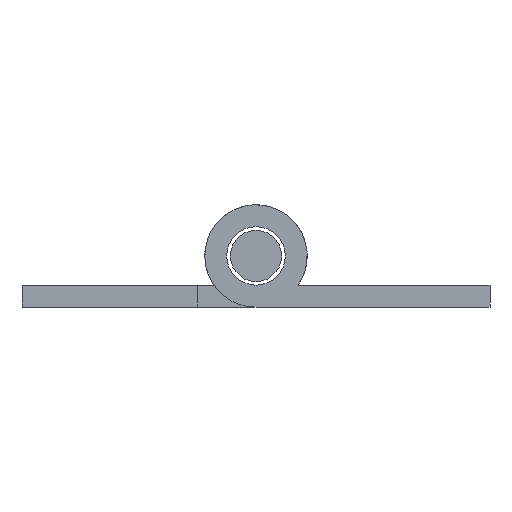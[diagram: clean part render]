
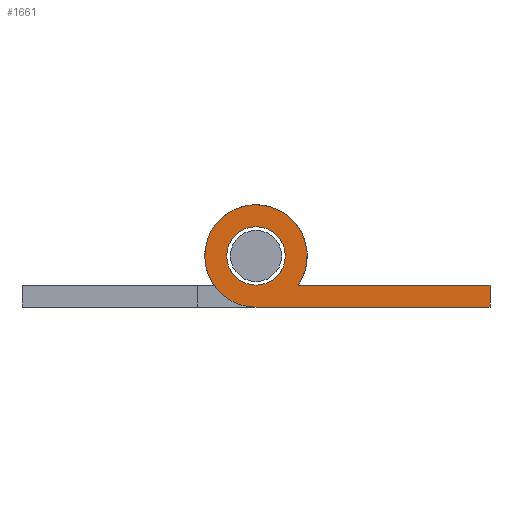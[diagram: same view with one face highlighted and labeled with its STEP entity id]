
A CAD part, front view. The second image highlights one B-rep face of the part: STEP entity #1661.
In plain terms, the highlighted planar face has unit normal (0, -1, 0).
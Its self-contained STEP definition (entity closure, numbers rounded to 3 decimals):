
#1315 = EDGE_CURVE ( 'NONE', #1321, #1323, #4387, .T. ) ;
#1321 = VERTEX_POINT ( 'NONE', #4373 ) ;
#1323 = VERTEX_POINT ( 'NONE', #4366 ) ;
#1603 = EDGE_CURVE ( 'NONE', #1604, #1605, #4908, .T. ) ;
#1604 = VERTEX_POINT ( 'NONE', #4966 ) ;
#1605 = VERTEX_POINT ( 'NONE', #4965 ) ;
#1646 = ORIENTED_EDGE ( 'NONE', *, *, #1315, .T. ) ;
#1647 = ORIENTED_EDGE ( 'NONE', *, *, #1675, .T. ) ;
#1661 = ADVANCED_FACE ( 'NONE', ( #5064, #5063 ), #5062, .F. ) ;
#1662 = EDGE_LOOP ( 'NONE', ( #1663, #1723, #1725, #1726 ) ) ;
#1663 = ORIENTED_EDGE ( 'NONE', *, *, #1664, .F. ) ;
#1664 = EDGE_CURVE ( 'NONE', #1665, #1666, #5057, .T. ) ;
#1665 = VERTEX_POINT ( 'NONE', #5053 ) ;
#1666 = VERTEX_POINT ( 'NONE', #5052 ) ;
#1675 = EDGE_CURVE ( 'NONE', #1323, #1321, #5101, .T. ) ;
#1723 = ORIENTED_EDGE ( 'NONE', *, *, #1724, .F. ) ;
#1724 = EDGE_CURVE ( 'NONE', #1605, #1665, #5141, .T. ) ;
#1725 = ORIENTED_EDGE ( 'NONE', *, *, #1603, .F. ) ;
#1726 = ORIENTED_EDGE ( 'NONE', *, *, #1727, .F. ) ;
#1727 = EDGE_CURVE ( 'NONE', #1666, #1604, #5137, .T. ) ;
#1728 = EDGE_LOOP ( 'NONE', ( #1646, #1647 ) ) ;
#4366 = CARTESIAN_POINT ( 'NONE',  ( 0., -500., 2. ) ) ;
#4373 = CARTESIAN_POINT ( 'NONE',  ( 0., -500., -2. ) ) ;
#4383 = DIRECTION ( 'NONE',  ( 0., 0., 1. ) ) ;
#4384 = DIRECTION ( 'NONE',  ( 0., 1., 0. ) ) ;
#4385 = CARTESIAN_POINT ( 'NONE',  ( 0., -500., 0. ) ) ;
#4386 = AXIS2_PLACEMENT_3D ( 'NONE', #4385, #4384, #4383 ) ;
#4387 = CIRCLE ( 'NONE', #4386, 2. ) ;
#4907 = CARTESIAN_POINT ( 'NONE',  ( 0., -500., 0. ) ) ;
#4908 = CIRCLE ( 'NONE', #4969, 3.5 ) ;
#4965 = CARTESIAN_POINT ( 'NONE',  ( 2.872, -500., -2. ) ) ;
#4966 = CARTESIAN_POINT ( 'NONE',  ( 0., -500., -3.5 ) ) ;
#4967 = DIRECTION ( 'NONE',  ( 0., 0., 1. ) ) ;
#4968 = DIRECTION ( 'NONE',  ( 0., 1., 0. ) ) ;
#4969 = AXIS2_PLACEMENT_3D ( 'NONE', #4907, #4968, #4967 ) ;
#5052 = CARTESIAN_POINT ( 'NONE',  ( 16., -500., -3.5 ) ) ;
#5053 = CARTESIAN_POINT ( 'NONE',  ( 16., -500., -2. ) ) ;
#5054 = DIRECTION ( 'NONE',  ( 0., 0., -1. ) ) ;
#5055 = VECTOR ( 'NONE', #5054, 1000. ) ;
#5056 = CARTESIAN_POINT ( 'NONE',  ( 16., -500., -3.5 ) ) ;
#5057 = LINE ( 'NONE', #5056, #5055 ) ;
#5058 = DIRECTION ( 'NONE',  ( 0., 0., 1. ) ) ;
#5059 = DIRECTION ( 'NONE',  ( 0., 1., 0. ) ) ;
#5060 = CARTESIAN_POINT ( 'NONE',  ( 0., -500., 0. ) ) ;
#5061 = AXIS2_PLACEMENT_3D ( 'NONE', #5060, #5059, #5058 ) ;
#5062 = PLANE ( 'NONE',  #5061 ) ;
#5063 = FACE_BOUND ( 'NONE', #1728, .T. ) ;
#5064 = FACE_OUTER_BOUND ( 'NONE', #1662, .T. ) ;
#5095 = DIRECTION ( 'NONE',  ( 0., 0., 1. ) ) ;
#5096 = DIRECTION ( 'NONE',  ( 0., 1., 0. ) ) ;
#5098 = CARTESIAN_POINT ( 'NONE',  ( 0., -500., 0. ) ) ;
#5100 = AXIS2_PLACEMENT_3D ( 'NONE', #5098, #5096, #5095 ) ;
#5101 = CIRCLE ( 'NONE', #5100, 2. ) ;
#5134 = DIRECTION ( 'NONE',  ( -1., 0., 0. ) ) ;
#5135 = VECTOR ( 'NONE', #5134, 1000. ) ;
#5136 = CARTESIAN_POINT ( 'NONE',  ( 0., -500., -3.5 ) ) ;
#5137 = LINE ( 'NONE', #5136, #5135 ) ;
#5138 = DIRECTION ( 'NONE',  ( 1., 0., 0. ) ) ;
#5139 = VECTOR ( 'NONE', #5138, 1000. ) ;
#5140 = CARTESIAN_POINT ( 'NONE',  ( 16., -500., -2. ) ) ;
#5141 = LINE ( 'NONE', #5140, #5139 ) ;
